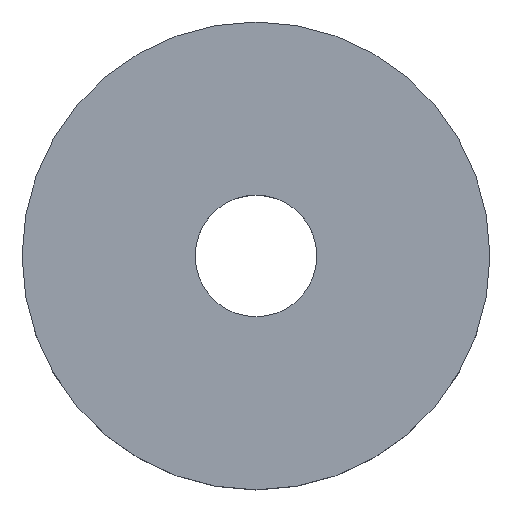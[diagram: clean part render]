
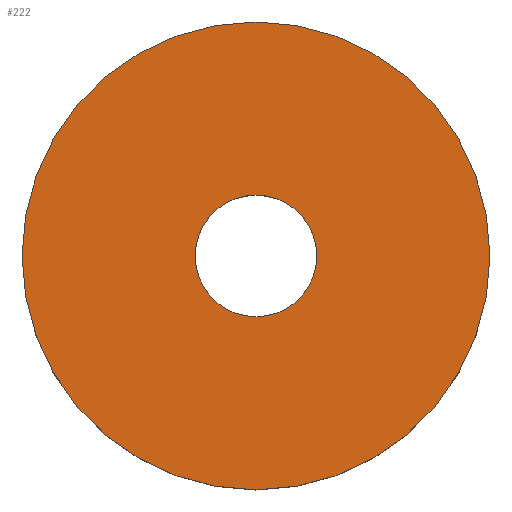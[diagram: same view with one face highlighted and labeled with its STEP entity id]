
A CAD part, top view. The second image highlights one B-rep face of the part: STEP entity #222.
In plain terms, the highlighted planar face has unit normal (0, 0, 1).
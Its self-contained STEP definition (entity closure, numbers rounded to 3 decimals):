
#2 = EDGE_CURVE ( 'NONE', #213, #146, #68, .T. ) ;
#21 = AXIS2_PLACEMENT_3D ( 'NONE', #127, #147, #185 ) ;
#23 = EDGE_LOOP ( 'NONE', ( #238, #193 ) ) ;
#27 = CARTESIAN_POINT ( 'NONE',  ( 25., 0., 10. ) ) ;
#30 = ORIENTED_EDGE ( 'NONE', *, *, #37, .F. ) ;
#31 = AXIS2_PLACEMENT_3D ( 'NONE', #245, #183, #70 ) ;
#36 = CARTESIAN_POINT ( 'NONE',  ( -25., 0., 10. ) ) ;
#37 = EDGE_CURVE ( 'NONE', #61, #46, #88, .T. ) ;
#41 = CARTESIAN_POINT ( 'NONE',  ( 6.5, 0., 10. ) ) ;
#46 = VERTEX_POINT ( 'NONE', #75 ) ;
#60 = FACE_OUTER_BOUND ( 'NONE', #23, .T. ) ;
#61 = VERTEX_POINT ( 'NONE', #41 ) ;
#68 = CIRCLE ( 'NONE', #106, 25. ) ;
#70 = DIRECTION ( 'NONE',  ( 1., 0., 0. ) ) ;
#72 = CIRCLE ( 'NONE', #21, 25. ) ;
#73 = DIRECTION ( 'NONE',  ( 1., 0., 0. ) ) ;
#75 = CARTESIAN_POINT ( 'NONE',  ( -6.5, 0., 10. ) ) ;
#88 = CIRCLE ( 'NONE', #111, 6.5 ) ;
#98 = CARTESIAN_POINT ( 'NONE',  ( 0., 0., 10. ) ) ;
#106 = AXIS2_PLACEMENT_3D ( 'NONE', #98, #211, #172 ) ;
#109 = CARTESIAN_POINT ( 'NONE',  ( 0., 0., 10. ) ) ;
#111 = AXIS2_PLACEMENT_3D ( 'NONE', #244, #179, #73 ) ;
#116 = PLANE ( 'NONE',  #129 ) ;
#127 = CARTESIAN_POINT ( 'NONE',  ( 0., 0., 10. ) ) ;
#129 = AXIS2_PLACEMENT_3D ( 'NONE', #109, #188, #166 ) ;
#140 = CIRCLE ( 'NONE', #31, 6.5 ) ;
#146 = VERTEX_POINT ( 'NONE', #36 ) ;
#147 = DIRECTION ( 'NONE',  ( 0., 0., 1. ) ) ;
#158 = EDGE_LOOP ( 'NONE', ( #212, #30 ) ) ;
#165 = EDGE_CURVE ( 'NONE', #46, #61, #140, .T. ) ;
#166 = DIRECTION ( 'NONE',  ( 1., 0., 0. ) ) ;
#172 = DIRECTION ( 'NONE',  ( 1., 0., 0. ) ) ;
#179 = DIRECTION ( 'NONE',  ( 0., 0., 1. ) ) ;
#183 = DIRECTION ( 'NONE',  ( 0., 0., 1. ) ) ;
#185 = DIRECTION ( 'NONE',  ( 1., 0., 0. ) ) ;
#188 = DIRECTION ( 'NONE',  ( 0., 0., 1. ) ) ;
#193 = ORIENTED_EDGE ( 'NONE', *, *, #2, .T. ) ;
#207 = EDGE_CURVE ( 'NONE', #146, #213, #72, .T. ) ;
#211 = DIRECTION ( 'NONE',  ( 0., 0., 1. ) ) ;
#212 = ORIENTED_EDGE ( 'NONE', *, *, #165, .F. ) ;
#213 = VERTEX_POINT ( 'NONE', #27 ) ;
#222 = ADVANCED_FACE ( 'NONE', ( #60, #230 ), #116, .T. ) ;
#230 = FACE_BOUND ( 'NONE', #158, .T. ) ;
#238 = ORIENTED_EDGE ( 'NONE', *, *, #207, .T. ) ;
#244 = CARTESIAN_POINT ( 'NONE',  ( 0., 0., 10. ) ) ;
#245 = CARTESIAN_POINT ( 'NONE',  ( 0., 0., 10. ) ) ;
